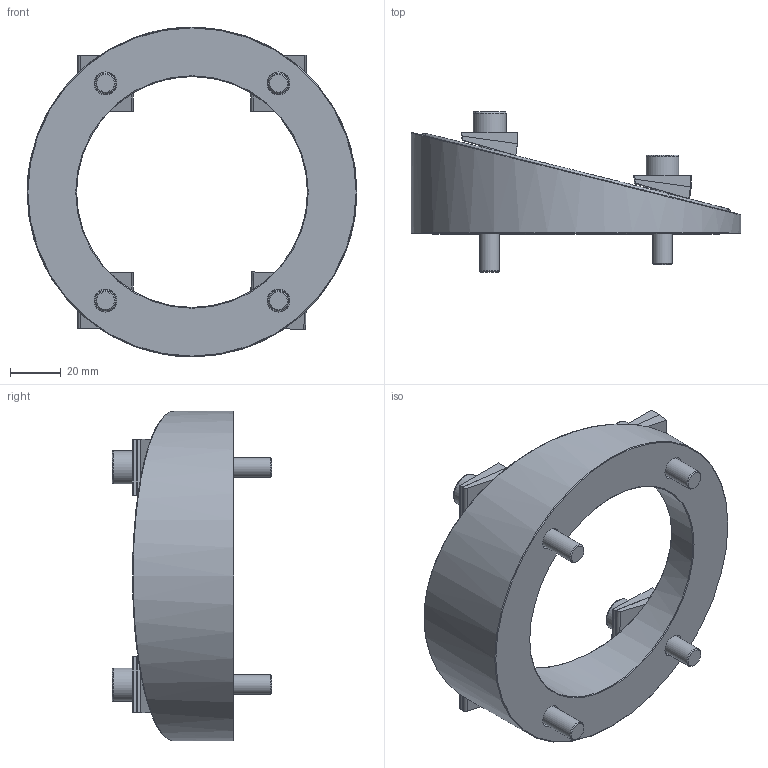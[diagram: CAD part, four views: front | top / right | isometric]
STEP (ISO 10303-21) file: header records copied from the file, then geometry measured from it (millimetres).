
FILE_DESCRIPTION (( 'STEP AP214' ), '1' );
FILE_NAME ('SCE-SAS14A.STEP', '2023-10-10T14:25:13', ( '' ), ( '' ), 'SwSTEP 2.0', 'SolidWorks 2023', '' );
FILE_SCHEMA (( 'AUTOMOTIVE_DESIGN' ));
Length unit declared in the file: inch
Products named in the file (1): SCE-SAS14A
Bounding box: 130 x 63 x 130 mm (x, y, z)
Volume: 177766.8 mm3; surface area: 54103.1 mm2
Topology: 14 solids, 14 shells, 172 faces, 374 edges, 238 vertices
Faces by surface type: plane 116, cylinder 36, bspline 13, cone 7
Full cylindrical faces by diameter (mm): 7.8 x4, 8 x4, 9 x12, 13 x4, 91 x1, 120 x1, 126 x1, 130 x1
Entity records: 5688 total; most frequent: CARTESIAN_POINT 2079, DIRECTION 658, ORIENTED_EDGE 626, EDGE_CURVE 313, EDGE_LOOP 254, AXIS2_PLACEMENT_3D 227, VERTEX_POINT 221, FACE_OUTER_BOUND 207
